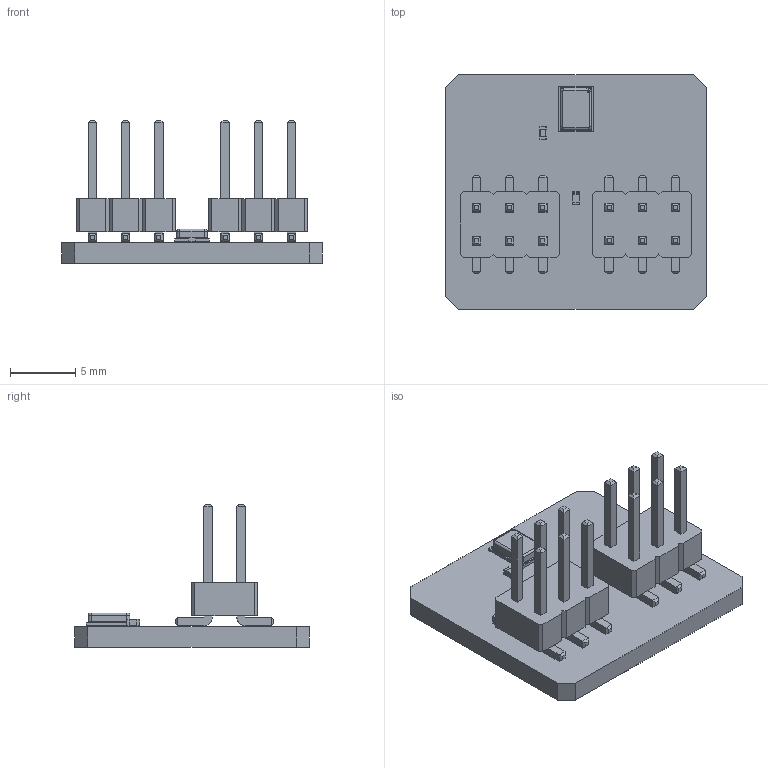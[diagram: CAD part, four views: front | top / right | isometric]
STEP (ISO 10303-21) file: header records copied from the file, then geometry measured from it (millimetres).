
FILE_DESCRIPTION(('KiCad electronic assembly'),'2;1');
FILE_NAME('NB3_ear.step','2024-06-29T10:04:43',('Pcbnew'),('Kicad'), 'Open CASCADE STEP processor 7.7','KiCad to STEP converter','Unknown' );
FILE_SCHEMA(('AUTOMOTIVE_DESIGN { 1 0 10303 214 1 1 1 1 }'));
Length unit declared in the file: millimetre
Products named in the file (10): NB3_ear 1; Mic_ICS-43434; ICS-43434; C_0402_1005Metric; R_0402_1005Metric; PinHeader_2x03_P2.54mm_Vertical_SMD; PinHeader_2x03_P254mm_Vertical_SMD; NB3_ear_PCB
Assembly tree (10 placements, depth 3):
  NB3_ear 1
    Mic_ICS-43434
      ICS-43434
    C_0402_1005Metric
      C_0402_1005Metric
    R_0402_1005Metric
      R_0402_1005Metric
    PinHeader_2x03_P2.54mm_Vertical_SMD  x2
      PinHeader_2x03_P254mm_Vertical_SMD
    NB3_ear_PCB
Bounding box: 20 x 18 x 10.95 mm (x, y, z)
Volume: 817.9 mm3; surface area: 1442.3 mm2
Topology: 13 solids, 13 shells, 475 faces, 1121 edges, 706 vertices
Faces by surface type: plane 408, cylinder 59, torus 4, revolution 4
Full cylindrical faces by diameter (mm): 0.5 x1
Entity records: 10853 total; most frequent: CARTESIAN_POINT 1619, DIRECTION 1553, ORIENTED_EDGE 1534, EDGE_CURVE 767, LINE 653, VECTOR 653, VERTEX_POINT 486, AXIS2_PLACEMENT_3D 448
